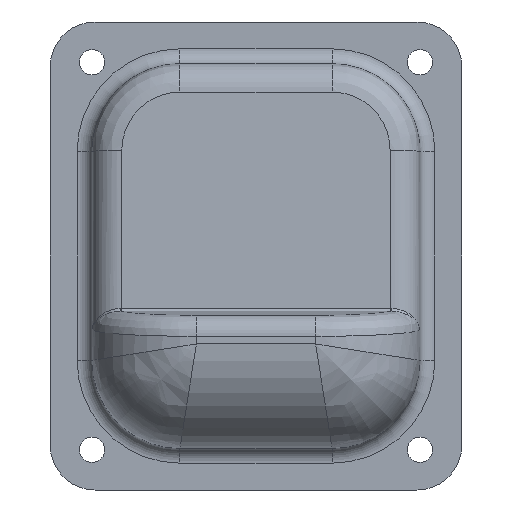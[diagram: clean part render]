
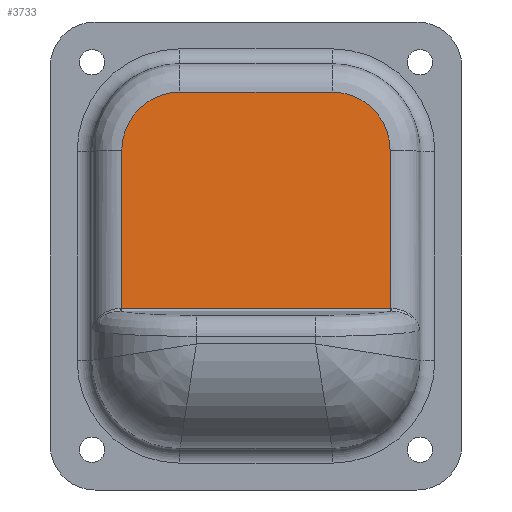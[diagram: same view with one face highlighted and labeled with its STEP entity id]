
A CAD part, front view. The second image highlights one B-rep face of the part: STEP entity #3733.
In plain terms, the highlighted planar face has unit normal (0, -0.999, 0.048).
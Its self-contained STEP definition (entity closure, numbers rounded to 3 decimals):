
#29 = CARTESIAN_POINT ( 'NONE',  ( -45., -21.398, 35.481 ) ) ;
#58 = CARTESIAN_POINT ( 'NONE',  ( 45., -20., 64.5 ) ) ;
#100 = VECTOR ( 'NONE', #2614, 1000. ) ;
#110 = ORIENTED_EDGE ( 'NONE', *, *, #3116, .T. ) ;
#164 = CARTESIAN_POINT ( 'NONE',  ( -45., -20., 64.5 ) ) ;
#217 = CARTESIAN_POINT ( 'NONE',  ( -45., -20.848, 46.904 ) ) ;
#340 = ORIENTED_EDGE ( 'NONE', *, *, #1598, .T. ) ;
#481 = VERTEX_POINT ( 'NONE', #3279 ) ;
#551 = DIRECTION ( 'NONE',  ( 0., 0.999, -0.048 ) ) ;
#595 = CARTESIAN_POINT ( 'NONE',  ( -25.5, -20.459, 54.981 ) ) ;
#619 = VECTOR ( 'NONE', #812, 1000. ) ;
#725 = CARTESIAN_POINT ( 'NONE',  ( 45., -20.848, 46.904 ) ) ;
#812 = DIRECTION ( 'NONE',  ( 0., -0.048, -0.999 ) ) ;
#833 = DIRECTION ( 'NONE',  ( 0., 0.048, 0.999 ) ) ;
#858 = VERTEX_POINT ( 'NONE', #2365 ) ;
#880 = CARTESIAN_POINT ( 'NONE',  ( 208.128, -20., 64.5 ) ) ;
#1210 = CARTESIAN_POINT ( 'NONE',  ( -36.923, -20.459, 54.981 ) ) ;
#1385 = ORIENTED_EDGE ( 'NONE', *, *, #1746, .T. ) ;
#1393 = VERTEX_POINT ( 'NONE', #595 ) ;
#1398 = LINE ( 'NONE', #164, #619 ) ;
#1407 = CARTESIAN_POINT ( 'NONE',  ( 45., -23.958, -17.624 ) ) ;
#1584 = CARTESIAN_POINT ( 'NONE',  ( -45., -23.958, -17.624 ) ) ;
#1598 = EDGE_CURVE ( 'NONE', #2610, #2851, #1398, .T. ) ;
#1741 =( BOUNDED_CURVE ( )  B_SPLINE_CURVE ( 3, ( #2222, #725, #1957, #3164 ),
 .UNSPECIFIED., .F., .T. ) 
 B_SPLINE_CURVE_WITH_KNOTS ( ( 4, 4 ),
 ( 4.712, 6.283 ),
 .UNSPECIFIED. ) 
 CURVE ( )  GEOMETRIC_REPRESENTATION_ITEM ( )  RATIONAL_B_SPLINE_CURVE ( ( 1., 0.805, 0.805, 1. ) ) 
 REPRESENTATION_ITEM ( '' )  );
#1746 = EDGE_CURVE ( 'NONE', #481, #2769, #2831, .T. ) ;
#1901 = ORIENTED_EDGE ( 'NONE', *, *, #2470, .T. ) ;
#1957 = CARTESIAN_POINT ( 'NONE',  ( 36.923, -20.459, 54.981 ) ) ;
#1959 = ORIENTED_EDGE ( 'NONE', *, *, #3553, .T. ) ;
#2222 = CARTESIAN_POINT ( 'NONE',  ( 45., -21.398, 35.481 ) ) ;
#2342 = DIRECTION ( 'NONE',  ( 1., 0., 0. ) ) ;
#2350 = PLANE ( 'NONE',  #3969 ) ;
#2365 = CARTESIAN_POINT ( 'NONE',  ( 25.5, -20.459, 54.981 ) ) ;
#2415 = EDGE_CURVE ( 'NONE', #2851, #481, #3514, .T. ) ;
#2443 = ORIENTED_EDGE ( 'NONE', *, *, #2415, .T. ) ;
#2470 = EDGE_CURVE ( 'NONE', #1393, #2610, #3288, .T. ) ;
#2563 = CARTESIAN_POINT ( 'NONE',  ( 45., -21.398, 35.481 ) ) ;
#2594 = LINE ( 'NONE', #2652, #3481 ) ;
#2610 = VERTEX_POINT ( 'NONE', #29 ) ;
#2614 = DIRECTION ( 'NONE',  ( 0., 0.048, 0.999 ) ) ;
#2652 = CARTESIAN_POINT ( 'NONE',  ( 208.128, -20.459, 54.981 ) ) ;
#2769 = VERTEX_POINT ( 'NONE', #2563 ) ;
#2831 = LINE ( 'NONE', #58, #100 ) ;
#2851 = VERTEX_POINT ( 'NONE', #1584 ) ;
#3116 = EDGE_CURVE ( 'NONE', #858, #1393, #2594, .T. ) ;
#3164 = CARTESIAN_POINT ( 'NONE',  ( 25.5, -20.459, 54.981 ) ) ;
#3279 = CARTESIAN_POINT ( 'NONE',  ( 45., -23.958, -17.624 ) ) ;
#3288 =( BOUNDED_CURVE ( )  B_SPLINE_CURVE ( 3, ( #3369, #1210, #217, #3315 ),
 .UNSPECIFIED., .F., .T. ) 
 B_SPLINE_CURVE_WITH_KNOTS ( ( 4, 4 ),
 ( 0., 1.571 ),
 .UNSPECIFIED. ) 
 CURVE ( )  GEOMETRIC_REPRESENTATION_ITEM ( )  RATIONAL_B_SPLINE_CURVE ( ( 1., 0.805, 0.805, 1. ) ) 
 REPRESENTATION_ITEM ( '' )  );
#3315 = CARTESIAN_POINT ( 'NONE',  ( -45., -21.398, 35.481 ) ) ;
#3323 = FACE_OUTER_BOUND ( 'NONE', #3836, .T. ) ;
#3369 = CARTESIAN_POINT ( 'NONE',  ( -25.5, -20.459, 54.981 ) ) ;
#3481 = VECTOR ( 'NONE', #3810, 1000. ) ;
#3514 = LINE ( 'NONE', #1407, #3862 ) ;
#3553 = EDGE_CURVE ( 'NONE', #2769, #858, #1741, .T. ) ;
#3733 = ADVANCED_FACE ( 'NONE', ( #3323 ), #2350, .F. ) ;
#3810 = DIRECTION ( 'NONE',  ( -1., 0., 0. ) ) ;
#3836 = EDGE_LOOP ( 'NONE', ( #340, #2443, #1385, #1959, #110, #1901 ) ) ;
#3862 = VECTOR ( 'NONE', #2342, 1000. ) ;
#3969 = AXIS2_PLACEMENT_3D ( 'NONE', #880, #551, #833 ) ;
